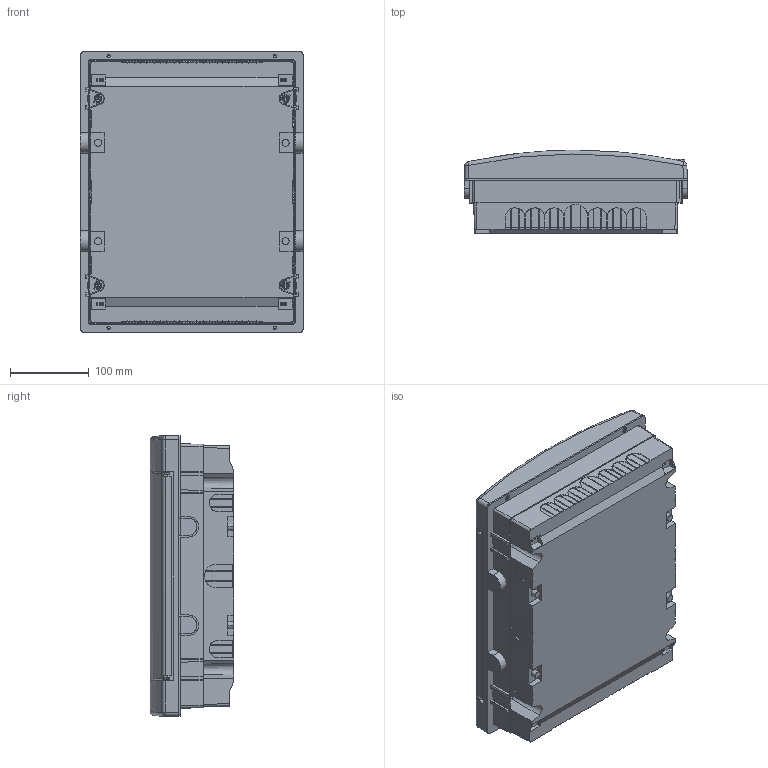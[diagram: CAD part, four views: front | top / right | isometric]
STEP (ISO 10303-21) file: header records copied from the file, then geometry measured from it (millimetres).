
FILE_DESCRIPTION((''),'2;1');
FILE_NAME('001101304_3DFILE_ASM','2024-08-12T13:59:30',('klemen.sitar'),('Audax d.o.o.'),'CREO PARAMETRIC BY PTC INC, 2021304','CREO PARAMETRIC BY PTC INC, 2021304','');
FILE_SCHEMA(('AP242_MANAGED_MODEL_BASED_3D_ENGINEERING_MIM_LF { 1 0 10303 442 1 1 4 }'));
Products named in the file (16): DNO_DVOREDNE_UZIDNE_TABLE_1; SRAF_ZA_RAZVODNE_TABLE_1_2_1; U24C_1_ASM_1_ASM; ETI_LOGO_1_1_1_1_1_2_3_4_5_6__9; ETI_LOGO_2_1_1_1_1_2_3_4_5_6__9; ETI_LOGO_3_1_1_1_1_2_3_4_5_6__9; ETI_LOGO_ASM_1_1_ASM_1_1_2_3__9_ASM; ASM0027_ASM_1_ASM; PRT0130_1; PRT0132_1; PRT0133_1; PRT0134_1; ECM_24_PO_ASM; FRONT_ECM_24; VRATA_DVOREDNE_TABLE_1_2_1; 001101304_3DFILE_ASM
Assembly tree (18 placements, depth 5):
  001101304_3DFILE_ASM
    ECM_24_PO_ASM
      U24C_1_ASM_1_ASM
        DNO_DVOREDNE_UZIDNE_TABLE_1
        SRAF_ZA_RAZVODNE_TABLE_1_2_1  x4
      ASM0027_ASM_1_ASM
        ETI_LOGO_ASM_1_1_ASM_1_1_2_3__9_ASM
          ETI_LOGO_1_1_1_1_1_2_3_4_5_6__9
          ETI_LOGO_2_1_1_1_1_2_3_4_5_6__9
          ETI_LOGO_3_1_1_1_1_2_3_4_5_6__9
      PRT0130_1
      PRT0132_1
      PRT0133_1
      PRT0134_1
    FRONT_ECM_24
    VRATA_DVOREDNE_TABLE_1_2_1
Bounding box: 283.57 x 105.8 x 356.75 mm (x, y, z)
Volume: 742794.2 mm3; surface area: 773195.2 mm2
Topology: 14 solids, 14 shells, 2857 faces, 7957 edges, 5163 vertices
Faces by surface type: plane 1729, cylinder 894, torus 70, cone 64, bspline 48, sphere 48, extrusion 4
Entity records: 115717 total; most frequent: CARTESIAN_POINT 17563, ORIENTED_EDGE 13400, DIRECTION 12660, PRESENTATION_STYLE_ASSIGNMENT 8709, STYLED_ITEM 8709, CURVE_STYLE 6704, EDGE_CURVE 6700, VERTEX_POINT 4422
